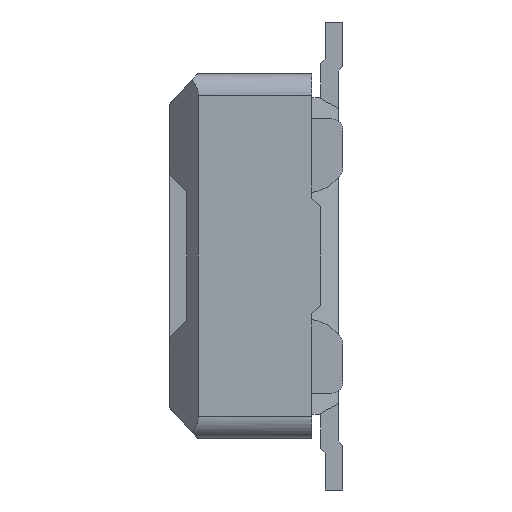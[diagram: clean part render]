
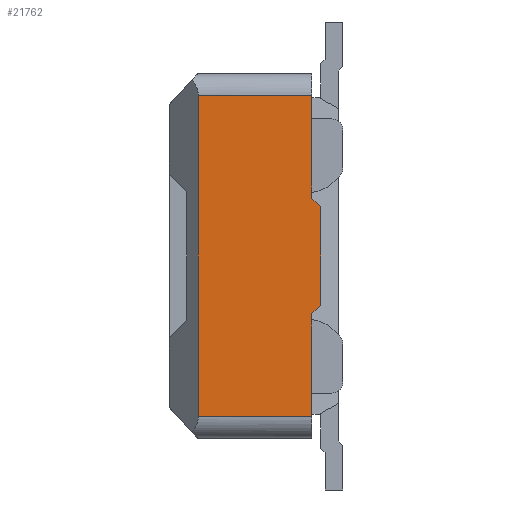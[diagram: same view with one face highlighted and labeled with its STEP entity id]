
A CAD part, left-side view. The second image highlights one B-rep face of the part: STEP entity #21762.
In plain terms, the highlighted planar face has unit normal (-1, 0, 0).
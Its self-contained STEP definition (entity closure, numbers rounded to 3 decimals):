
#350 = FACE_OUTER_BOUND ( 'NONE', #14198, .T. ) ;
#481 = VERTEX_POINT ( 'NONE', #12766 ) ;
#516 = ORIENTED_EDGE ( 'NONE', *, *, #14478, .T. ) ;
#698 = CARTESIAN_POINT ( 'NONE',  ( -2.335, 0.1, 0.22 ) ) ;
#2135 = LINE ( 'NONE', #11804, #6407 ) ;
#2639 = VECTOR ( 'NONE', #14466, 1000. ) ;
#3096 = CARTESIAN_POINT ( 'NONE',  ( -2.335, 0.649, -0.72 ) ) ;
#4133 = VERTEX_POINT ( 'NONE', #4617 ) ;
#4166 = ORIENTED_EDGE ( 'NONE', *, *, #11166, .F. ) ;
#4617 = CARTESIAN_POINT ( 'NONE',  ( -2.335, 0.14, 0.72 ) ) ;
#4688 = EDGE_CURVE ( 'NONE', #13732, #16472, #10175, .T. ) ;
#5024 = VECTOR ( 'NONE', #21023, 1000. ) ;
#5249 = DIRECTION ( 'NONE',  ( 0., 1., 0. ) ) ;
#5900 = ORIENTED_EDGE ( 'NONE', *, *, #22829, .F. ) ;
#6129 = DIRECTION ( 'NONE',  ( 0., 0., -1. ) ) ;
#6407 = VECTOR ( 'NONE', #13628, 1000. ) ;
#8178 = AXIS2_PLACEMENT_3D ( 'NONE', #23916, #12213, #24082 ) ;
#8354 = DIRECTION ( 'NONE',  ( 0., 0., -1. ) ) ;
#8464 = ORIENTED_EDGE ( 'NONE', *, *, #19557, .T. ) ;
#8610 = LINE ( 'NONE', #24762, #13216 ) ;
#10175 = LINE ( 'NONE', #17952, #20901 ) ;
#10520 = CARTESIAN_POINT ( 'NONE',  ( -2.335, 0.14, 0. ) ) ;
#11166 = EDGE_CURVE ( 'NONE', #4133, #16415, #13085, .T. ) ;
#11804 = CARTESIAN_POINT ( 'NONE',  ( -2.335, 0.14, 0.26 ) ) ;
#12071 = ORIENTED_EDGE ( 'NONE', *, *, #12740, .T. ) ;
#12213 = DIRECTION ( 'NONE',  ( 1., 0., 0. ) ) ;
#12567 = VECTOR ( 'NONE', #15196, 1000. ) ;
#12718 = CARTESIAN_POINT ( 'NONE',  ( -2.335, 0.14, 0. ) ) ;
#12740 = EDGE_CURVE ( 'NONE', #22206, #16472, #20668, .T. ) ;
#12766 = CARTESIAN_POINT ( 'NONE',  ( -2.335, 0.14, -0.72 ) ) ;
#12840 = ORIENTED_EDGE ( 'NONE', *, *, #4688, .F. ) ;
#13085 = LINE ( 'NONE', #10520, #2639 ) ;
#13216 = VECTOR ( 'NONE', #5249, 1000. ) ;
#13558 = LINE ( 'NONE', #18039, #22106 ) ;
#13628 = DIRECTION ( 'NONE',  ( 0., -0.707, -0.707 ) ) ;
#13732 = VERTEX_POINT ( 'NONE', #698 ) ;
#14198 = EDGE_LOOP ( 'NONE', ( #516, #8464, #16428, #25206, #12071, #12840, #5900, #4166 ) ) ;
#14433 = LINE ( 'NONE', #14956, #12567 ) ;
#14466 = DIRECTION ( 'NONE',  ( 0., 0., -1. ) ) ;
#14478 = EDGE_CURVE ( 'NONE', #4133, #17737, #8610, .T. ) ;
#14496 = CARTESIAN_POINT ( 'NONE',  ( -2.335, 0.14, 0.26 ) ) ;
#14585 = CARTESIAN_POINT ( 'NONE',  ( -2.335, 0.1, -0.22 ) ) ;
#14703 = DIRECTION ( 'NONE',  ( 0., 0., 1. ) ) ;
#14956 = CARTESIAN_POINT ( 'NONE',  ( -2.335, 0.14, -0.72 ) ) ;
#15196 = DIRECTION ( 'NONE',  ( 0., 1., 0. ) ) ;
#15833 = EDGE_CURVE ( 'NONE', #481, #22206, #17709, .T. ) ;
#16415 = VERTEX_POINT ( 'NONE', #14496 ) ;
#16428 = ORIENTED_EDGE ( 'NONE', *, *, #20399, .F. ) ;
#16472 = VERTEX_POINT ( 'NONE', #14585 ) ;
#17709 = LINE ( 'NONE', #12718, #22318 ) ;
#17737 = VERTEX_POINT ( 'NONE', #19116 ) ;
#17952 = CARTESIAN_POINT ( 'NONE',  ( -2.335, 0.1, 0.22 ) ) ;
#18039 = CARTESIAN_POINT ( 'NONE',  ( -2.335, 0.649, -0.72 ) ) ;
#19116 = CARTESIAN_POINT ( 'NONE',  ( -2.335, 0.649, 0.72 ) ) ;
#19557 = EDGE_CURVE ( 'NONE', #17737, #24546, #13558, .T. ) ;
#20399 = EDGE_CURVE ( 'NONE', #481, #24546, #14433, .T. ) ;
#20415 = PLANE ( 'NONE',  #8178 ) ;
#20668 = LINE ( 'NONE', #24996, #5024 ) ;
#20901 = VECTOR ( 'NONE', #6129, 1000. ) ;
#21023 = DIRECTION ( 'NONE',  ( 0., -0.707, 0.707 ) ) ;
#21512 = CARTESIAN_POINT ( 'NONE',  ( -2.335, 0.14, -0.26 ) ) ;
#21762 = ADVANCED_FACE ( 'NONE', ( #350 ), #20415, .F. ) ;
#22106 = VECTOR ( 'NONE', #8354, 1000. ) ;
#22206 = VERTEX_POINT ( 'NONE', #21512 ) ;
#22318 = VECTOR ( 'NONE', #14703, 1000. ) ;
#22829 = EDGE_CURVE ( 'NONE', #16415, #13732, #2135, .T. ) ;
#23916 = CARTESIAN_POINT ( 'NONE',  ( -2.335, 0.14, 0. ) ) ;
#24082 = DIRECTION ( 'NONE',  ( 0., 0., -1. ) ) ;
#24546 = VERTEX_POINT ( 'NONE', #3096 ) ;
#24762 = CARTESIAN_POINT ( 'NONE',  ( -2.335, 0.14, 0.72 ) ) ;
#24996 = CARTESIAN_POINT ( 'NONE',  ( -2.335, 0.14, -0.26 ) ) ;
#25206 = ORIENTED_EDGE ( 'NONE', *, *, #15833, .T. ) ;
